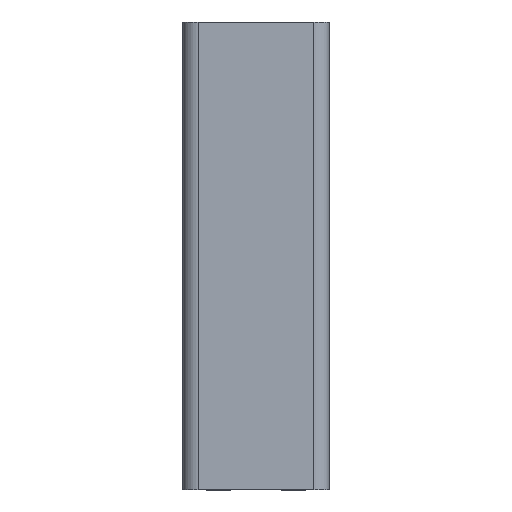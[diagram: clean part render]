
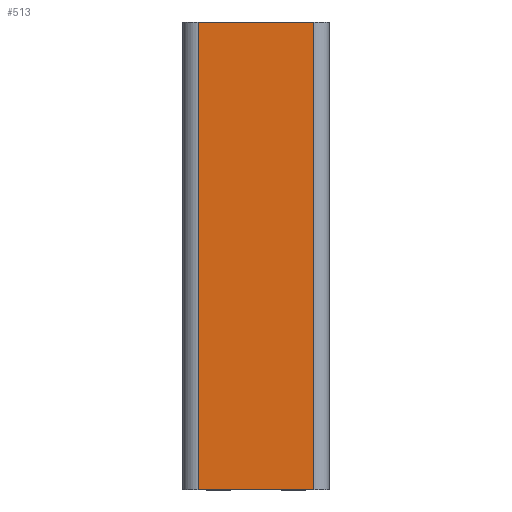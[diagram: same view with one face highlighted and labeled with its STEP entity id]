
A CAD part, top view. The second image highlights one B-rep face of the part: STEP entity #513.
In plain terms, the highlighted planar face has unit normal (0, 0, 1).
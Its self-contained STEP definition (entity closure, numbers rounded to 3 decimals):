
#39 = DIRECTION ( 'NONE',  ( 0., -1., 0. ) ) ;
#51 = DIRECTION ( 'NONE',  ( 1., 0., 0. ) ) ;
#56 = CARTESIAN_POINT ( 'NONE',  ( 47., 150., 85. ) ) ;
#75 = CARTESIAN_POINT ( 'NONE',  ( 37., -150., 85. ) ) ;
#116 = FACE_OUTER_BOUND ( 'NONE', #506, .T. ) ;
#124 = EDGE_CURVE ( 'NONE', #944, #831, #310, .T. ) ;
#146 = VECTOR ( 'NONE', #705, 1000. ) ;
#160 = AXIS2_PLACEMENT_3D ( 'NONE', #56, #900, #367 ) ;
#193 = VERTEX_POINT ( 'NONE', #75 ) ;
#293 = LINE ( 'NONE', #606, #390 ) ;
#310 = LINE ( 'NONE', #380, #146 ) ;
#367 = DIRECTION ( 'NONE',  ( -1., 0., 0. ) ) ;
#380 = CARTESIAN_POINT ( 'NONE',  ( 47., 150., 85. ) ) ;
#390 = VECTOR ( 'NONE', #51, 1000. ) ;
#403 = VECTOR ( 'NONE', #433, 1000. ) ;
#407 = EDGE_CURVE ( 'NONE', #944, #415, #990, .T. ) ;
#410 = EDGE_CURVE ( 'NONE', #415, #193, #293, .T. ) ;
#415 = VERTEX_POINT ( 'NONE', #447 ) ;
#428 = ORIENTED_EDGE ( 'NONE', *, *, #410, .T. ) ;
#433 = DIRECTION ( 'NONE',  ( 0., -1., 0. ) ) ;
#447 = CARTESIAN_POINT ( 'NONE',  ( -37., -150., 85. ) ) ;
#457 = EDGE_CURVE ( 'NONE', #831, #193, #763, .T. ) ;
#506 = EDGE_LOOP ( 'NONE', ( #428, #702, #556, #560 ) ) ;
#513 = ADVANCED_FACE ( 'NONE', ( #116 ), #758, .F. ) ;
#556 = ORIENTED_EDGE ( 'NONE', *, *, #124, .F. ) ;
#560 = ORIENTED_EDGE ( 'NONE', *, *, #407, .T. ) ;
#568 = CARTESIAN_POINT ( 'NONE',  ( -37., 150., 85. ) ) ;
#599 = CARTESIAN_POINT ( 'NONE',  ( -37., 150., 85. ) ) ;
#606 = CARTESIAN_POINT ( 'NONE',  ( 47., -150., 85. ) ) ;
#666 = VECTOR ( 'NONE', #39, 1000. ) ;
#675 = CARTESIAN_POINT ( 'NONE',  ( 37., 150., 85. ) ) ;
#702 = ORIENTED_EDGE ( 'NONE', *, *, #457, .F. ) ;
#705 = DIRECTION ( 'NONE',  ( 1., 0., 0. ) ) ;
#758 = PLANE ( 'NONE',  #160 ) ;
#763 = LINE ( 'NONE', #675, #403 ) ;
#806 = CARTESIAN_POINT ( 'NONE',  ( 37., 150., 85. ) ) ;
#831 = VERTEX_POINT ( 'NONE', #806 ) ;
#900 = DIRECTION ( 'NONE',  ( 0., 0., -1. ) ) ;
#944 = VERTEX_POINT ( 'NONE', #568 ) ;
#990 = LINE ( 'NONE', #599, #666 ) ;
